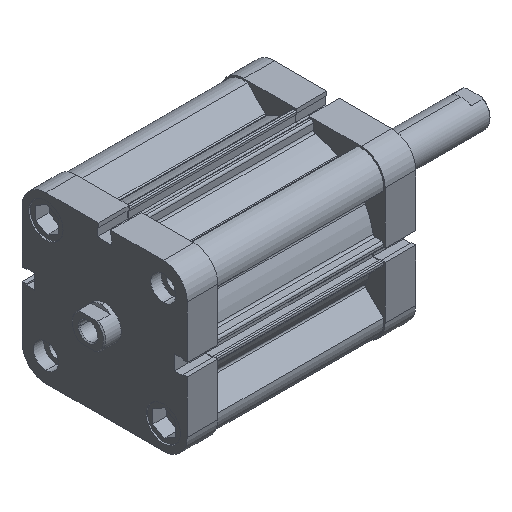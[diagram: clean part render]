
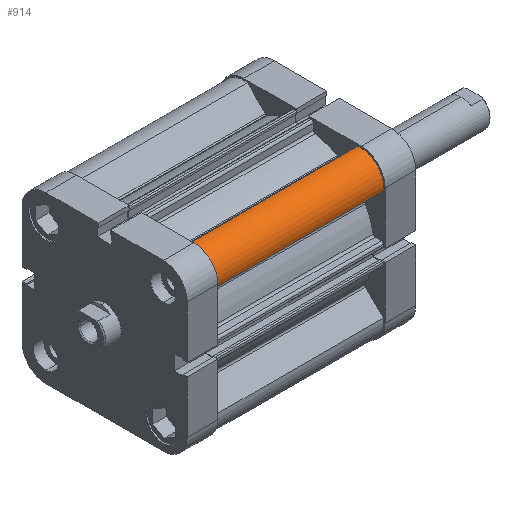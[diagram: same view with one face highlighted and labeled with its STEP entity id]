
A CAD part, isometric view. The second image highlights one B-rep face of the part: STEP entity #914.
In plain terms, the highlighted cylindrical face has radius 10.75 mm (diameter 21.5 mm), a partial arc.
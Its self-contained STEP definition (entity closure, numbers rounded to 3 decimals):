
#10 = CARTESIAN_POINT ( 'NONE',  ( 26.479, -38.853, 80.5 ) ) ;
#97 = VERTEX_POINT ( 'NONE', #10 ) ;
#271 = VERTEX_POINT ( 'NONE', #6542 ) ;
#302 = VERTEX_POINT ( 'NONE', #6573 ) ;
#308 = VERTEX_POINT ( 'NONE', #6579 ) ;
#914 = ADVANCED_FACE ( 'NONE', ( #1915 ), #1912, .T. ) ;
#1155 = ORIENTED_EDGE ( 'NONE', *, *, #3074, .T. ) ;
#1156 = ORIENTED_EDGE ( 'NONE', *, *, #2701, .F. ) ;
#1157 = ORIENTED_EDGE ( 'NONE', *, *, #2917, .F. ) ;
#1158 = ORIENTED_EDGE ( 'NONE', *, *, #2904, .T. ) ;
#1634 = EDGE_LOOP ( 'NONE', ( #1158, #1157, #1156, #1155 ) ) ;
#1912 = CYLINDRICAL_SURFACE ( 'NONE', #3359, 10.75 ) ;
#1915 = FACE_OUTER_BOUND ( 'NONE', #1634, .T. ) ;
#2701 = EDGE_CURVE ( 'NONE', #97, #308, #5137, .T. ) ;
#2904 = EDGE_CURVE ( 'NONE', #302, #271, #5479, .T. ) ;
#2917 = EDGE_CURVE ( 'NONE', #308, #271, #5498, .T. ) ;
#3074 = EDGE_CURVE ( 'NONE', #97, #302, #5735, .T. ) ;
#3359 = AXIS2_PLACEMENT_3D ( 'NONE', #7217, #7209, #7212 ) ;
#3507 = AXIS2_PLACEMENT_3D ( 'NONE', #4075, #4082, #4083 ) ;
#3560 = AXIS2_PLACEMENT_3D ( 'NONE', #4545, #4547, #4548 ) ;
#4075 = CARTESIAN_POINT ( 'NONE',  ( 28.25, -28.25, 80.5 ) ) ;
#4082 = DIRECTION ( 'NONE',  ( 0., 0., 1. ) ) ;
#4083 = DIRECTION ( 'NONE',  ( -1., 0., 0. ) ) ;
#4545 = CARTESIAN_POINT ( 'NONE',  ( 28.25, -28.25, 0. ) ) ;
#4547 = DIRECTION ( 'NONE',  ( 0., 0., 1. ) ) ;
#4548 = DIRECTION ( 'NONE',  ( -1., 0., 0. ) ) ;
#4578 = CARTESIAN_POINT ( 'NONE',  ( 38.853, -26.479, 80.5 ) ) ;
#4579 = DIRECTION ( 'NONE',  ( 0., 0., -1. ) ) ;
#4955 = CARTESIAN_POINT ( 'NONE',  ( 26.479, -38.853, 80.5 ) ) ;
#4956 = DIRECTION ( 'NONE',  ( 0., 0., -1. ) ) ;
#5137 = CIRCLE ( 'NONE', #3507, 10.75 ) ;
#5479 = CIRCLE ( 'NONE', #3560, 10.75 ) ;
#5498 = LINE ( 'NONE', #4578, #5499 ) ;
#5499 = VECTOR ( 'NONE', #4579, 1000. ) ;
#5735 = LINE ( 'NONE', #4955, #5736 ) ;
#5736 = VECTOR ( 'NONE', #4956, 1000. ) ;
#6542 = CARTESIAN_POINT ( 'NONE',  ( 38.853, -26.479, 0. ) ) ;
#6573 = CARTESIAN_POINT ( 'NONE',  ( 26.479, -38.853, 0. ) ) ;
#6579 = CARTESIAN_POINT ( 'NONE',  ( 38.853, -26.479, 80.5 ) ) ;
#7209 = DIRECTION ( 'NONE',  ( 0., 0., -1. ) ) ;
#7212 = DIRECTION ( 'NONE',  ( -1., 0., 0. ) ) ;
#7217 = CARTESIAN_POINT ( 'NONE',  ( 28.25, -28.25, 80.5 ) ) ;
